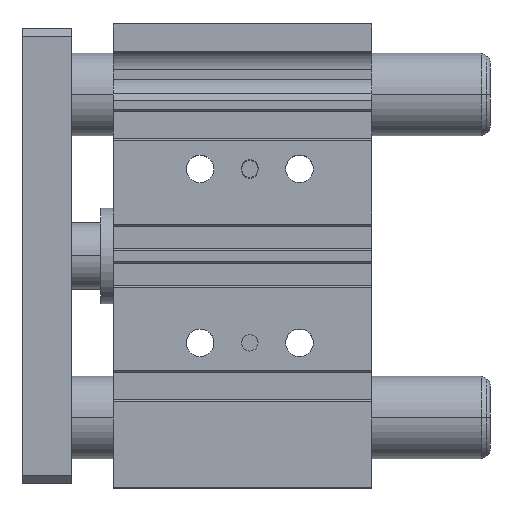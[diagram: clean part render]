
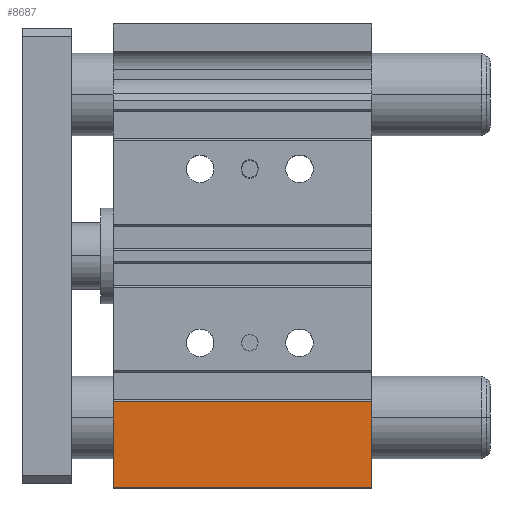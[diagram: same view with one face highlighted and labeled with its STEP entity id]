
A CAD part, top view. The second image highlights one B-rep face of the part: STEP entity #8687.
In plain terms, the highlighted planar face has unit normal (0, 0, 1).
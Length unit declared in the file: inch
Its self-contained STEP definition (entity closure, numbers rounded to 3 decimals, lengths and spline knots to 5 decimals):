
#1101 = DIRECTION ( 'NONE',  ( 0., -1., 0. ) ) ;
#1571 = CARTESIAN_POINT ( 'NONE',  ( 0., -2.20472, 0.94488 ) ) ;
#1727 = LINE ( 'NONE', #8276, #4223 ) ;
#1775 = CARTESIAN_POINT ( 'NONE',  ( 0., -1.3878, 0.94488 ) ) ;
#1912 = VECTOR ( 'NONE', #3776, 39.37008 ) ;
#2382 = DIRECTION ( 'NONE',  ( -1., 0., 0. ) ) ;
#2443 = LINE ( 'NONE', #8870, #2609 ) ;
#2609 = VECTOR ( 'NONE', #2382, 39.37008 ) ;
#2754 = ORIENTED_EDGE ( 'NONE', *, *, #11032, .T. ) ;
#3776 = DIRECTION ( 'NONE',  ( -1., 0., 0. ) ) ;
#3998 = VECTOR ( 'NONE', #11381, 39.37008 ) ;
#4223 = VECTOR ( 'NONE', #5357, 39.37008 ) ;
#4260 = CARTESIAN_POINT ( 'NONE',  ( 2.46063, -2.20472, 0.94488 ) ) ;
#5357 = DIRECTION ( 'NONE',  ( 0., -1., 0. ) ) ;
#5487 = FACE_OUTER_BOUND ( 'NONE', #7430, .T. ) ;
#6349 = AXIS2_PLACEMENT_3D ( 'NONE', #11437, #6807, #1101 ) ;
#6495 = CARTESIAN_POINT ( 'NONE',  ( 2.46063, -1.3878, 0.94488 ) ) ;
#6570 = EDGE_CURVE ( 'NONE', #9668, #11261, #2443, .T. ) ;
#6807 = DIRECTION ( 'NONE',  ( 0., 0., -1. ) ) ;
#7405 = LINE ( 'NONE', #6495, #1912 ) ;
#7411 = ORIENTED_EDGE ( 'NONE', *, *, #9131, .T. ) ;
#7414 = EDGE_CURVE ( 'NONE', #8100, #9668, #1727, .T. ) ;
#7430 = EDGE_LOOP ( 'NONE', ( #7411, #8237, #11010, #2754 ) ) ;
#7861 = VERTEX_POINT ( 'NONE', #1775 ) ;
#8100 = VERTEX_POINT ( 'NONE', #8111 ) ;
#8111 = CARTESIAN_POINT ( 'NONE',  ( 2.46063, -1.3878, 0.94488 ) ) ;
#8237 = ORIENTED_EDGE ( 'NONE', *, *, #6570, .F. ) ;
#8276 = CARTESIAN_POINT ( 'NONE',  ( 2.46063, -1.3878, 0.94488 ) ) ;
#8687 = ADVANCED_FACE ( 'NONE', ( #5487 ), #11501, .F. ) ;
#8870 = CARTESIAN_POINT ( 'NONE',  ( 2.46063, -2.20472, 0.94488 ) ) ;
#9131 = EDGE_CURVE ( 'NONE', #7861, #11261, #10464, .T. ) ;
#9668 = VERTEX_POINT ( 'NONE', #4260 ) ;
#10464 = LINE ( 'NONE', #11567, #3998 ) ;
#11010 = ORIENTED_EDGE ( 'NONE', *, *, #7414, .F. ) ;
#11032 = EDGE_CURVE ( 'NONE', #8100, #7861, #7405, .T. ) ;
#11261 = VERTEX_POINT ( 'NONE', #1571 ) ;
#11381 = DIRECTION ( 'NONE',  ( 0., -1., 0. ) ) ;
#11437 = CARTESIAN_POINT ( 'NONE',  ( 2.46063, -1.3878, 0.94488 ) ) ;
#11501 = PLANE ( 'NONE',  #6349 ) ;
#11567 = CARTESIAN_POINT ( 'NONE',  ( 0., -1.3878, 0.94488 ) ) ;
